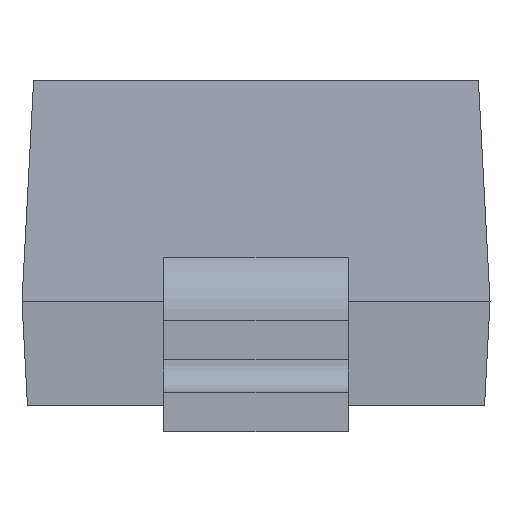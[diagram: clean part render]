
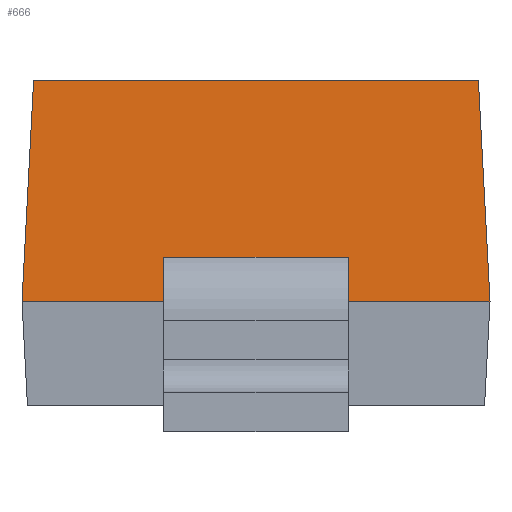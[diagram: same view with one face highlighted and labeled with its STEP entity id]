
A CAD part, front view. The second image highlights one B-rep face of the part: STEP entity #666.
In plain terms, the highlighted planar face has unit normal (0, -0.999, 0.052).
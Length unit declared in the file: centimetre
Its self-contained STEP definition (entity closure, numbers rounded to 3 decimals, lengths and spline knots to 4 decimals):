
#82=VERTEX_POINT('',#887);
#83=VERTEX_POINT('',#889);
#86=VERTEX_POINT('',#895);
#88=VERTEX_POINT('',#898);
#95=VERTEX_POINT('',#914);
#103=VERTEX_POINT('',#942);
#104=VERTEX_POINT('',#948);
#107=VERTEX_POINT('',#954);
#146=VECTOR('',#737,1.);
#149=VECTOR('',#741,1.);
#154=VECTOR('',#754,1.);
#167=VECTOR('',#781,1.);
#168=VECTOR('',#784,1.);
#202=VECTOR('',#848,1.);
#203=VECTOR('',#850,1.);
#220=LINE('',#888,#146);
#223=LINE('',#897,#149);
#228=LINE('',#913,#154);
#241=LINE('',#944,#167);
#242=LINE('',#947,#168);
#276=LINE('',#1028,#202);
#277=LINE('',#1030,#203);
#297=EDGE_CURVE('',#83,#82,#220,.T.);
#303=EDGE_CURVE('',#88,#86,#223,.T.);
#311=EDGE_CURVE('',#95,#88,#228,.T.);
#327=EDGE_CURVE('',#103,#95,#241,.T.);
#328=EDGE_CURVE('',#104,#103,#242,.T.);
#332=EDGE_CURVE('',#86,#107,#242,.T.);
#370=EDGE_CURVE('',#107,#83,#276,.T.);
#371=EDGE_CURVE('',#104,#82,#277,.T.);
#546=ORIENTED_EDGE('',*,*,#303,.T.);
#547=ORIENTED_EDGE('',*,*,#332,.T.);
#548=ORIENTED_EDGE('',*,*,#370,.T.);
#549=ORIENTED_EDGE('',*,*,#297,.T.);
#550=ORIENTED_EDGE('',*,*,#371,.F.);
#551=ORIENTED_EDGE('',*,*,#328,.T.);
#552=ORIENTED_EDGE('',*,*,#327,.T.);
#553=ORIENTED_EDGE('',*,*,#311,.T.);
#594=EDGE_LOOP('',(#546,#547,#548,#549,#550,#551,#552,#553));
#630=FACE_BOUND('',#594,.T.);
#666=ADVANCED_FACE('',(#630),#1058,.T.);
#712=AXIS2_PLACEMENT_3D('',#1029,#849,$);
#737=DIRECTION('',(-1.,0.,0.));
#741=DIRECTION('',(0.,-0.052,-0.999));
#754=DIRECTION('',(1.,0.,0.));
#781=DIRECTION('',(0.,0.052,0.999));
#784=DIRECTION('',(1.,0.,0.));
#848=DIRECTION('',(-0.052,0.052,0.997));
#849=DIRECTION('',(0.,-0.999,0.052));
#850=DIRECTION('',(0.052,0.052,0.997));
#887=CARTESIAN_POINT('',(-0.0855,-0.1375,0.135));
#888=CARTESIAN_POINT('',(-0.09,-0.1375,0.135));
#889=CARTESIAN_POINT('',(0.0855,-0.1375,0.135));
#895=CARTESIAN_POINT('',(0.0355,-0.142,0.05));
#897=CARTESIAN_POINT('',(0.0355,-0.1416,0.0574));
#898=CARTESIAN_POINT('',(0.0355,-0.1411,0.067));
#913=CARTESIAN_POINT('',(0.,-0.1411,0.067));
#914=CARTESIAN_POINT('',(-0.0355,-0.1411,0.067));
#942=CARTESIAN_POINT('',(-0.0355,-0.142,0.05));
#944=CARTESIAN_POINT('',(-0.0355,-0.1416,0.0574));
#947=CARTESIAN_POINT('',(-0.09,-0.142,0.05));
#948=CARTESIAN_POINT('',(-0.09,-0.142,0.05));
#954=CARTESIAN_POINT('',(0.09,-0.142,0.05));
#1028=CARTESIAN_POINT('',(0.0896,-0.1416,0.0574));
#1029=CARTESIAN_POINT('',(0.09,-0.142,0.05));
#1030=CARTESIAN_POINT('',(-0.0898,-0.1418,0.0547));
#1058=PLANE('',#712);
